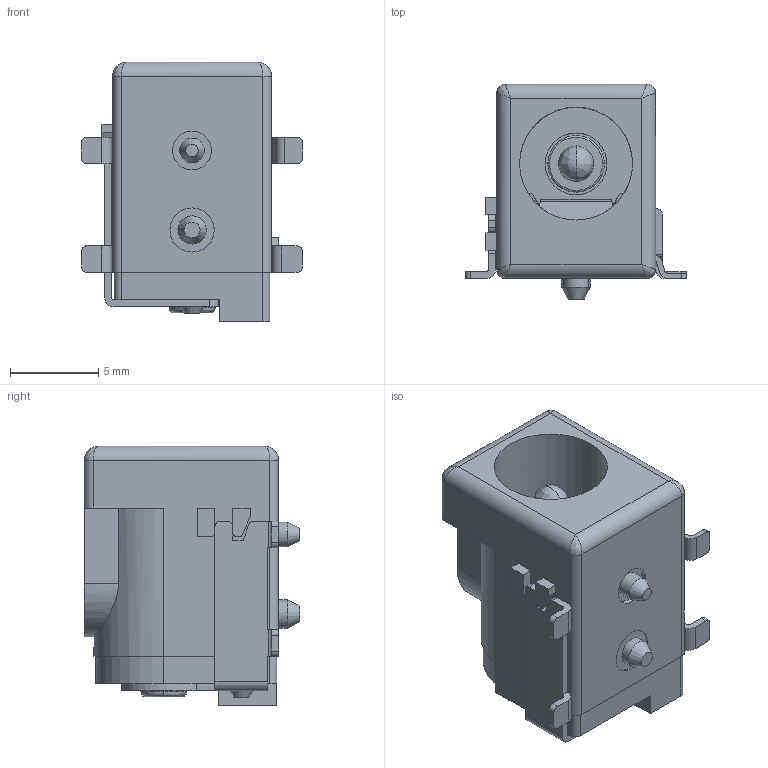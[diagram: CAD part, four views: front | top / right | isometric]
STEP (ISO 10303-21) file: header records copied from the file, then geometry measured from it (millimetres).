
FILE_DESCRIPTION(/* description */ ('STEP AP203'),/* implementation_level */ '2;1');
FILE_NAME(/* name */ 'DCJ200-05-A-K1-A',/* time_stamp */ '2024-12-18T20:28:04+01:00',/* author */ ('License CC BY-ND 4.0'),/* organization */ ('CADENAS'),/* preprocessor_version */ 'ST-DEVELOPER v19.3',/* originating_system */ 'PARTsolutions',/* authorisation */ ' ');
FILE_SCHEMA (('CONFIG_CONTROL_DESIGN'));
Length unit declared in the file: millimetre
Products named in the file (9): DCJ200-05-A-K1-A; DCJ200-05-A-K1-A_PART1; DCJ200-05-A-K1-A_PART2; DCJ200-05-A-K1-A_PART3; DCJ200-05-A-K1-A_PART4; DCJ200-05-A-K1-A_PART5; DCJ200-05-A-K1-A_PART6; DCJ200-05-A-K1-A_PART7; DCJ200-05-A-K1-A_PART8
Assembly tree (8 placements, depth 2):
  DCJ200-05-A-K1-A
    DCJ200-05-A-K1-A_PART1
    DCJ200-05-A-K1-A_PART2
    DCJ200-05-A-K1-A_PART3
    DCJ200-05-A-K1-A_PART4
    DCJ200-05-A-K1-A_PART5
    DCJ200-05-A-K1-A_PART6
    DCJ200-05-A-K1-A_PART7
    DCJ200-05-A-K1-A_PART8
Bounding box: 12.5 x 12.2 x 14.7 mm (x, y, z)
Volume: 802.6 mm3; surface area: 1716 mm2
Topology: 8 solids, 8 shells, 286 faces, 719 edges, 454 vertices
Faces by surface type: plane 180, cylinder 73, bspline 28, cone 5
Full cylindrical faces by diameter (mm): 1.4 x1, 1.45 x1, 1.5 x1, 1.55 x1, 1.6 x1, 2 x2, 2.1 x3, 2.2 x1, 2.5 x1, 2.6 x1, 3.05 x1, 3.1 x1, 3.2 x1, 3.5 x1, 6.4 x1
Entity records: 9193 total; most frequent: CARTESIAN_POINT 2382, ORIENTED_EDGE 1358, DIRECTION 1312, EDGE_CURVE 679, LINE 486, VECTOR 486, VERTEX_POINT 448, AXIS2_PLACEMENT_3D 413
